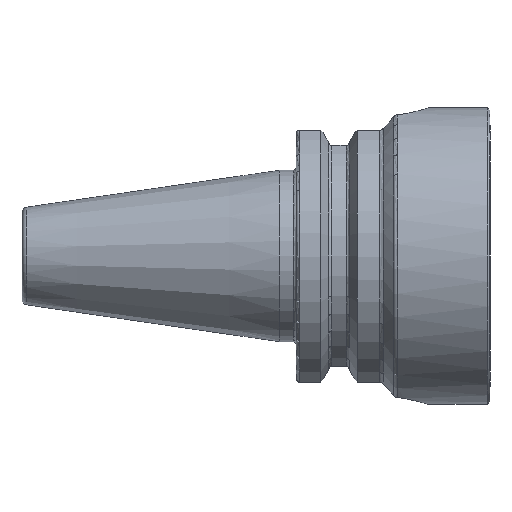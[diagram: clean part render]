
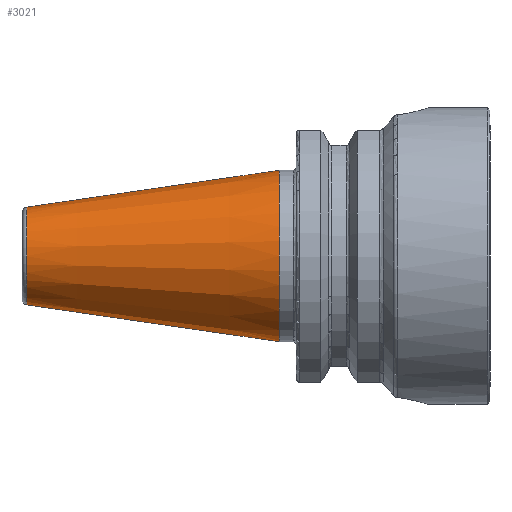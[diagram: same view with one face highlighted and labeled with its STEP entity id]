
A CAD part, front view. The second image highlights one B-rep face of the part: STEP entity #3021.
In plain terms, the highlighted conical face has half-angle 8.297 degrees and reference radius 15.875 mm.
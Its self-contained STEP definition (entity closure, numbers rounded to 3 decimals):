
#147 = CARTESIAN_POINT ( 'NONE',  ( -46.794, 0., 9.051 ) ) ;
#272 = ORIENTED_EDGE ( 'NONE', *, *, #321, .F. ) ;
#321 = EDGE_CURVE ( 'NONE', #5711, #778, #4369, .T. ) ;
#410 = CARTESIAN_POINT ( 'NONE',  ( -46.794, 0., 0. ) ) ;
#755 = DIRECTION ( 'NONE',  ( -1., 0., 0. ) ) ;
#778 = VERTEX_POINT ( 'NONE', #6392 ) ;
#847 = DIRECTION ( 'NONE',  ( 0., 0., 1. ) ) ;
#950 = AXIS2_PLACEMENT_3D ( 'NONE', #410, #755, #847 ) ;
#982 = CARTESIAN_POINT ( 'NONE',  ( 0., 0., 0. ) ) ;
#1007 = DIRECTION ( 'NONE',  ( -1., 0., 0. ) ) ;
#1117 = AXIS2_PLACEMENT_3D ( 'NONE', #2626, #5223, #5735 ) ;
#1255 = DIRECTION ( 'NONE',  ( 0., 0., 1. ) ) ;
#1289 = EDGE_CURVE ( 'NONE', #6230, #5711, #1834, .T. ) ;
#1834 = CIRCLE ( 'NONE', #950, 9.051 ) ;
#1865 = LINE ( 'NONE', #3161, #5678 ) ;
#2110 = DIRECTION ( 'NONE',  ( 0.99, 0., -0.144 ) ) ;
#2127 = CARTESIAN_POINT ( 'NONE',  ( 0., 0., 15.875 ) ) ;
#2217 = EDGE_CURVE ( 'NONE', #6252, #778, #5990, .T. ) ;
#2626 = CARTESIAN_POINT ( 'NONE',  ( 0., 0., 0. ) ) ;
#3021 = ADVANCED_FACE ( 'NONE', ( #4462 ), #5356, .T. ) ;
#3161 = CARTESIAN_POINT ( 'NONE',  ( 0., 0., -15.875 ) ) ;
#3454 = ORIENTED_EDGE ( 'NONE', *, *, #1289, .F. ) ;
#3939 = EDGE_LOOP ( 'NONE', ( #272, #3454, #4183, #5469 ) ) ;
#4183 = ORIENTED_EDGE ( 'NONE', *, *, #6147, .T. ) ;
#4369 = LINE ( 'NONE', #2127, #5419 ) ;
#4462 = FACE_OUTER_BOUND ( 'NONE', #3939, .T. ) ;
#4629 = AXIS2_PLACEMENT_3D ( 'NONE', #982, #1007, #1255 ) ;
#4845 = CARTESIAN_POINT ( 'NONE',  ( 0., 0., -15.875 ) ) ;
#5223 = DIRECTION ( 'NONE',  ( 1., 0., 0. ) ) ;
#5308 = CARTESIAN_POINT ( 'NONE',  ( -46.794, 0., -9.051 ) ) ;
#5356 = CONICAL_SURFACE ( 'NONE', #1117, 15.875, 0.145 ) ;
#5419 = VECTOR ( 'NONE', #5751, 1000. ) ;
#5469 = ORIENTED_EDGE ( 'NONE', *, *, #2217, .T. ) ;
#5678 = VECTOR ( 'NONE', #2110, 1000. ) ;
#5711 = VERTEX_POINT ( 'NONE', #147 ) ;
#5735 = DIRECTION ( 'NONE',  ( 0., 0., -1. ) ) ;
#5751 = DIRECTION ( 'NONE',  ( 0.99, 0., 0.144 ) ) ;
#5990 = CIRCLE ( 'NONE', #4629, 15.875 ) ;
#6147 = EDGE_CURVE ( 'NONE', #6230, #6252, #1865, .T. ) ;
#6230 = VERTEX_POINT ( 'NONE', #5308 ) ;
#6252 = VERTEX_POINT ( 'NONE', #4845 ) ;
#6392 = CARTESIAN_POINT ( 'NONE',  ( 0., 0., 15.875 ) ) ;
